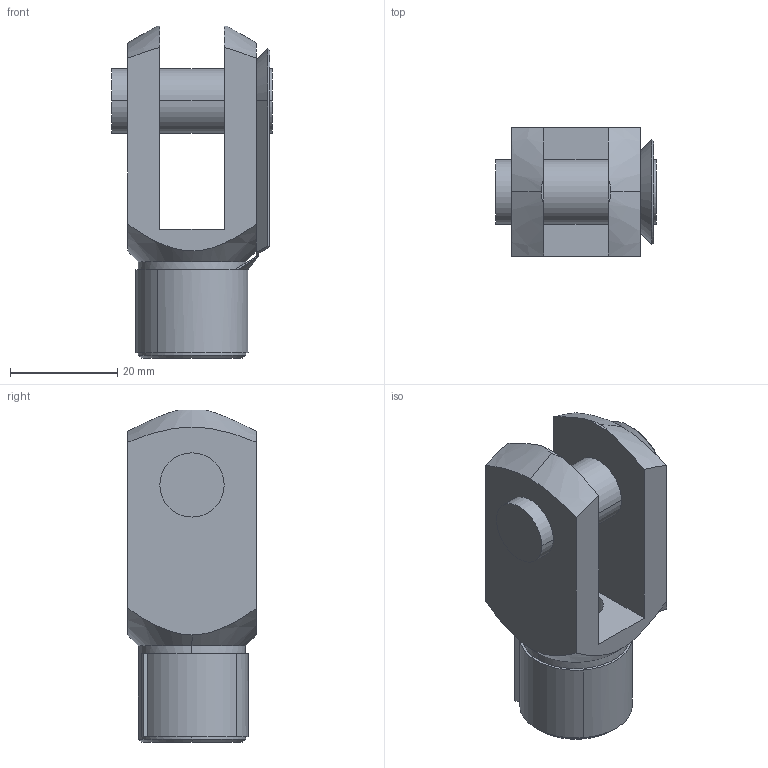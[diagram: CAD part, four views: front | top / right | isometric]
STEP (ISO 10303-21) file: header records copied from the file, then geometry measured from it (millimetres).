
FILE_DESCRIPTION((''),'2;1');
FILE_NAME('1200_40_04-1.stp','2003-04-18T09:13:57',('maffial1'),(''),'Autodesk Inventor (R) 6.0','Autodesk Inventor (R) 6.0','');
FILE_SCHEMA(('AUTOMOTIVE_DESIGN { 1 0 10303 214 1 1 1 1 }'));
Length unit declared in the file: millimetre
Products named in the file (1): 1200_40_04-1
Bounding box: 30 x 24 x 62 mm (x, y, z)
Volume: 19482.5 mm3; surface area: 8674.2 mm2
Topology: 1 solids, 1 shells, 65 faces, 169 edges, 106 vertices
Faces by surface type: plane 34, cylinder 13, cone 11, bspline 7
Entity records: 2081 total; most frequent: CARTESIAN_POINT 501, ORIENTED_EDGE 338, DIRECTION 316, EDGE_CURVE 169, AXIS2_PLACEMENT_3D 109, VERTEX_POINT 106, VECTOR 98, LINE 98
